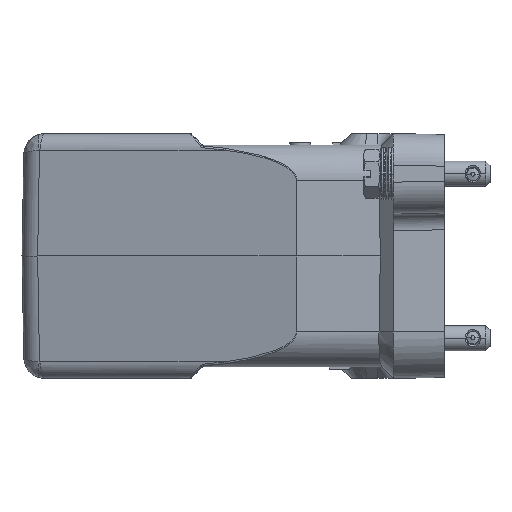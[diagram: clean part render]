
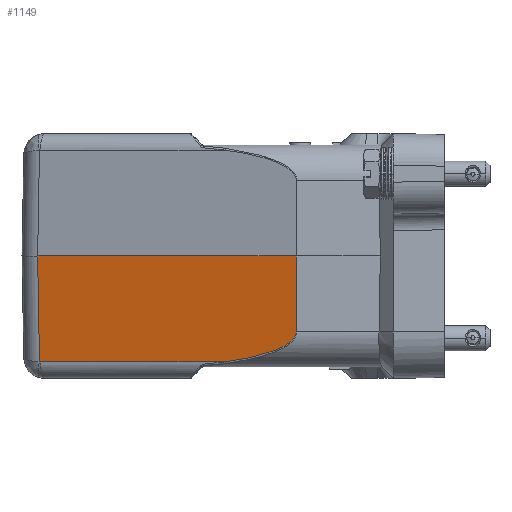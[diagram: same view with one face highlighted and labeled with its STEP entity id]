
A CAD part, left-side view. The second image highlights one B-rep face of the part: STEP entity #1149.
In plain terms, the highlighted planar face has unit normal (-0.966, 0.259, -0.018).
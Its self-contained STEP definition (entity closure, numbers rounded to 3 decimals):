
#537=PLANE('',#13979);
#1149=ADVANCED_FACE('NONE',(#2087),#537,.T.);
#2087=FACE_OUTER_BOUND('',#2849,.T.);
#2849=EDGE_LOOP('',(#6304,#6305,#6306,#6307,#6308,#6309));
#3604=B_SPLINE_CURVE_WITH_KNOTS('',3,(#24585,#24586,#24587,#24588,#24589,
#24590,#24591,#24592,#24593,#24594,#24595,#24596,#24597,#24598,#24599,#24600,
#24601,#24602,#24603,#24604),.UNSPECIFIED.,.F.,.F.,(4,2,2,2,2,2,2,2,2,4),
(0.,0.031,0.062,0.125,0.187,
0.25,0.375,0.5,0.75,
1.),.UNSPECIFIED.);
#3648=B_SPLINE_CURVE_WITH_KNOTS('',3,(#25435,#25436,#25437,#25438),
 .UNSPECIFIED.,.F.,.F.,(4,4),(0.,1.),.UNSPECIFIED.);
#6304=ORIENTED_EDGE('',*,*,#10701,.T.);
#6305=ORIENTED_EDGE('',*,*,#10702,.T.);
#6306=ORIENTED_EDGE('',*,*,#10703,.T.);
#6307=ORIENTED_EDGE('',*,*,#10697,.F.);
#6308=ORIENTED_EDGE('',*,*,#10610,.F.);
#6309=ORIENTED_EDGE('',*,*,#10704,.T.);
#8971=VERTEX_POINT('',#24551);
#8972=VERTEX_POINT('',#24584);
#9035=VERTEX_POINT('',#25396);
#9038=VERTEX_POINT('',#25431);
#9039=VERTEX_POINT('',#25432);
#9040=VERTEX_POINT('',#25434);
#10610=EDGE_CURVE('NONE',#8972,#8971,#3604,.T.);
#10697=EDGE_CURVE('NONE',#8971,#9035,#12078,.T.);
#10701=EDGE_CURVE('NONE',#9038,#9039,#12079,.T.);
#10702=EDGE_CURVE('NONE',#9039,#9040,#12080,.T.);
#10703=EDGE_CURVE('NONE',#9040,#9035,#3648,.T.);
#10704=EDGE_CURVE('NONE',#8972,#9038,#12081,.T.);
#12078=LINE('',#25395,#13026);
#12079=LINE('',#25430,#13027);
#12080=LINE('',#25433,#13028);
#12081=LINE('',#25439,#13029);
#13026=VECTOR('',#16027,1.);
#13027=VECTOR('',#16030,1.);
#13028=VECTOR('',#16031,1.);
#13029=VECTOR('',#16032,1.);
#13979=AXIS2_PLACEMENT_3D('',#25440,#16033,#16034);
#16027=DIRECTION('',(0.259,0.966,0.));
#16030=DIRECTION('',(0.259,0.966,0.));
#16031=DIRECTION('',(0.013,-0.017,-1.));
#16032=DIRECTION('',(-0.017,0.002,1.));
#16033=DIRECTION('',(-0.966,0.259,-0.017));
#16034=DIRECTION('',(-0.259,-0.966,0.));
#24551=CARTESIAN_POINT('',(-40.029,51.861,-25.07));
#24584=CARTESIAN_POINT('',(-44.67,35.022,-17.948));
#24585=CARTESIAN_POINT('',(-44.67,35.022,-17.948));
#24586=CARTESIAN_POINT('',(-44.666,35.022,-18.152));
#24587=CARTESIAN_POINT('',(-44.655,35.051,-18.355));
#24588=CARTESIAN_POINT('',(-44.618,35.16,-18.745));
#24589=CARTESIAN_POINT('',(-44.594,35.24,-18.933));
#24590=CARTESIAN_POINT('',(-44.506,35.531,-19.465));
#24591=CARTESIAN_POINT('',(-44.431,35.792,-19.777));
#24592=CARTESIAN_POINT('',(-44.266,36.366,-20.338));
#24593=CARTESIAN_POINT('',(-44.177,36.682,-20.587));
#24594=CARTESIAN_POINT('',(-43.993,37.341,-21.042));
#24595=CARTESIAN_POINT('',(-43.897,37.684,-21.249));
#24596=CARTESIAN_POINT('',(-43.604,38.737,-21.823));
#24597=CARTESIAN_POINT('',(-43.402,39.469,-22.146));
#24598=CARTESIAN_POINT('',(-42.993,40.958,-22.724));
#24599=CARTESIAN_POINT('',(-42.785,41.716,-22.977));
#24600=CARTESIAN_POINT('',(-42.158,44.01,-23.663));
#24601=CARTESIAN_POINT('',(-41.735,45.566,-24.024));
#24602=CARTESIAN_POINT('',(-40.884,48.7,-24.629));
#24603=CARTESIAN_POINT('',(-40.457,50.278,-24.872));
#24604=CARTESIAN_POINT('',(-40.029,51.861,-25.07));
#25395=CARTESIAN_POINT('',(-41.972,44.611,-25.07));
#25396=CARTESIAN_POINT('',(-28.305,95.615,-25.07));
#25430=CARTESIAN_POINT('',(-27.583,100.,0.));
#25431=CARTESIAN_POINT('',(-44.983,35.064,0.));
#25432=CARTESIAN_POINT('',(-28.576,96.295,0.));
#25433=CARTESIAN_POINT('',(-28.576,96.295,0.));
#25434=CARTESIAN_POINT('',(-28.241,95.857,-25.04));
#25435=CARTESIAN_POINT('',(-28.241,95.857,-25.04));
#25436=CARTESIAN_POINT('',(-28.262,95.778,-25.06));
#25437=CARTESIAN_POINT('',(-28.283,95.698,-25.07));
#25438=CARTESIAN_POINT('',(-28.305,95.615,-25.07));
#25439=CARTESIAN_POINT('',(-44.67,35.022,-17.948));
#25440=CARTESIAN_POINT('',(-27.583,100.,0.));
